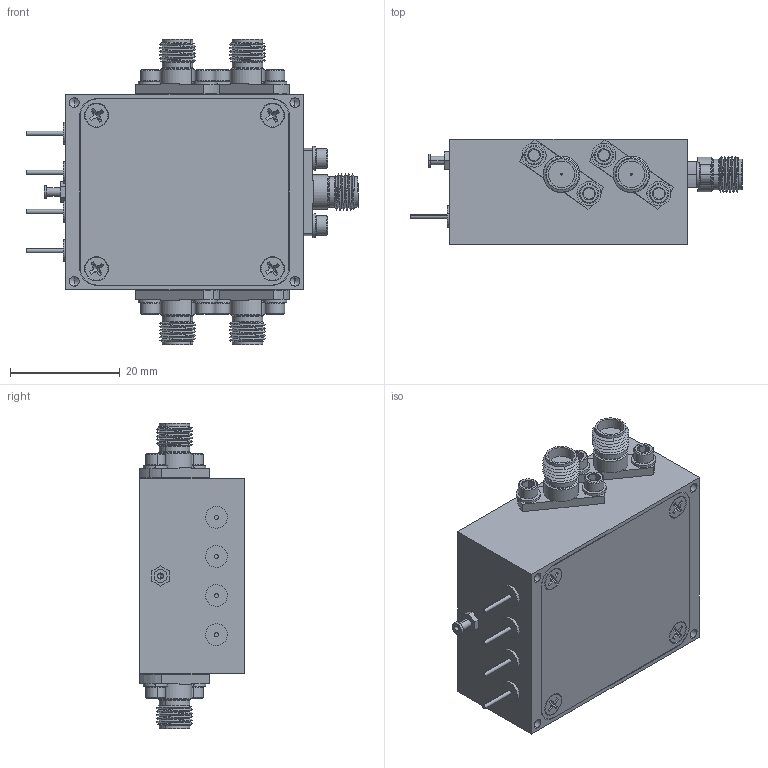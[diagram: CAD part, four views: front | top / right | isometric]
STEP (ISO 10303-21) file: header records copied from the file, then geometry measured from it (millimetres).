
FILE_DESCRIPTION (( 'STEP AP203' ), '1' );
FILE_NAME ('SK4-1834035540-KFKF-R1.STEP', '2019-03-09T01:55:49', ( '' ), ( '' ), 'SwSTEP 2.0', 'SolidWorks 2016', '' );
FILE_SCHEMA (( 'CONFIG_CONTROL_DESIGN' ));
Length unit declared in the file: millimetre
Products named in the file (1): SK4-1834035540-KFKF-R1
Bounding box: 60.38 x 19.05 x 55.63 mm (x, y, z)
Volume: 26165.9 mm3; surface area: 18340.4 mm2
Topology: 42 solids, 42 shells, 1629 faces, 4149 edges, 2623 vertices
Faces by surface type: cylinder 830, plane 458, cone 286, bspline 45, torus 10
Entity records: 63583 total; most frequent: CARTESIAN_POINT 27520, ORIENTED_EDGE 8142, DIRECTION 6885, EDGE_CURVE 4071, VERTEX_POINT 2623, AXIS2_PLACEMENT_3D 2584, EDGE_LOOP 1784, VECTOR 1717
